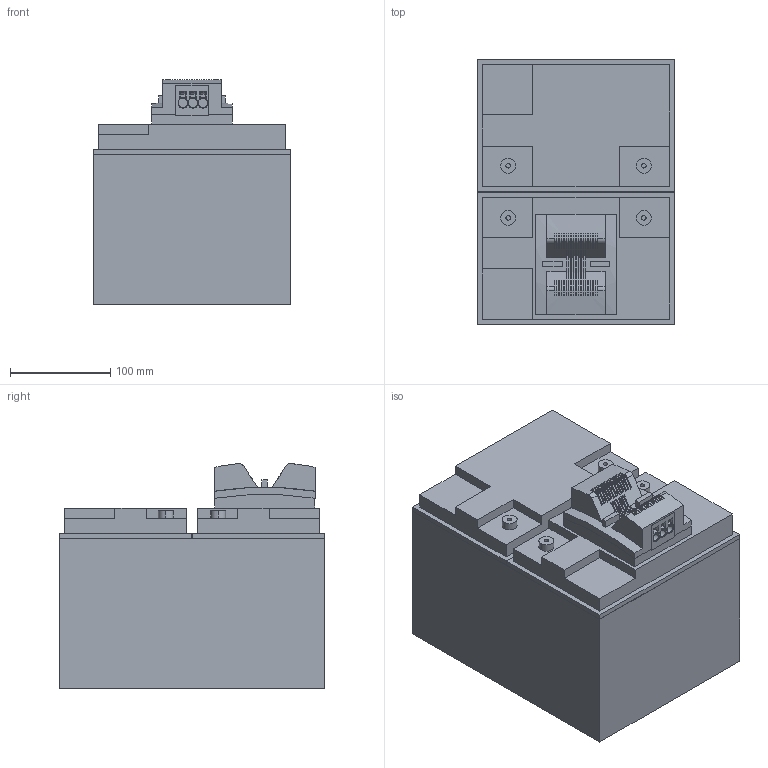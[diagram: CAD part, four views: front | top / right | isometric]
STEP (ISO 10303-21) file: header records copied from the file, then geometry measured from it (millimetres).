
FILE_DESCRIPTION(('Creo Elements/Direct Modeling STEP Export'),'2;1');
FILE_NAME('model.stp','2019-08-19T10:31:09',(''),(''),'Creo Elements/Direct Modeling STEP processor for AP214 (Solid Model)','Creo Elements/Direct Modeling 20.1A 29-Sep-2018 (C) Parametric Technology GmbH','');
FILE_SCHEMA(('AUTOMOTIVE_DESIGN { 1 0 10303 214 1 1 1 1 }'));
Length unit declared in the file: millimetre
Products named in the file (2): UPS_BAT_LI_ION_24DC_924WH-select
Assembly tree (1 placements, depth 2):
  UPS_BAT_LI_ION_24DC_924WH-select
    UPS_BAT_LI_ION_24DC_924WH-select
Bounding box: 197 x 264 x 223.88 mm (x, y, z)
Volume: 9291234.2 mm3; surface area: 301905.7 mm2
Topology: 1 solids, 1 shells, 578 faces, 1625 edges, 1078 vertices
Faces by surface type: plane 385, cylinder 179, cone 14
Entity records: 23470 total; most frequent: CARTESIAN_POINT 3463, ORIENTED_EDGE 3250, DIRECTION 3149, EDGE_CURVE 1625, VECTOR 1165, LINE 1165, VERTEX_POINT 1078, AXIS2_PLACEMENT_3D 992
